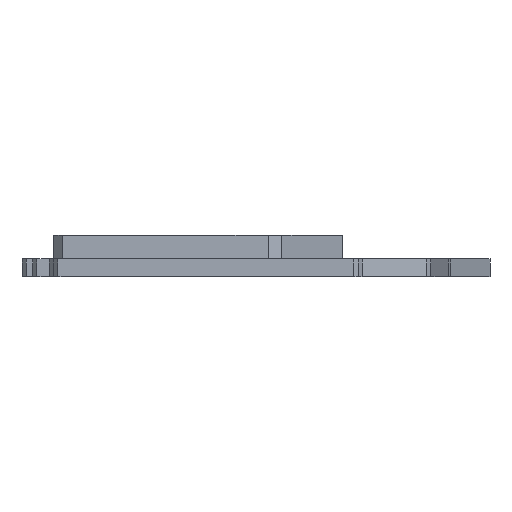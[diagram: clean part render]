
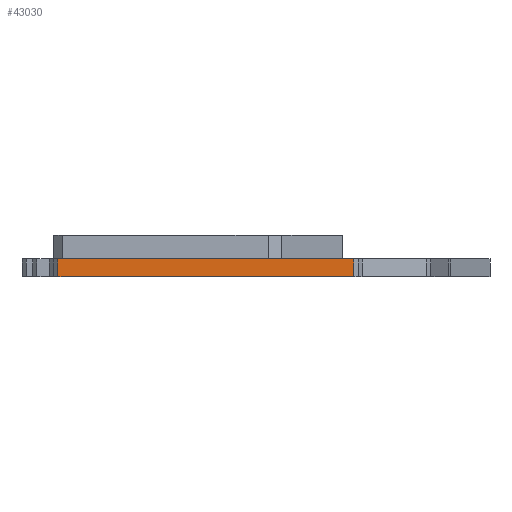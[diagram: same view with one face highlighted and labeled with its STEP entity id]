
A CAD part, left-side view. The second image highlights one B-rep face of the part: STEP entity #43030.
In plain terms, the highlighted planar face has unit normal (-1, 0, 0).
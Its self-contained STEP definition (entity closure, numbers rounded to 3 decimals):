
#216=FACE_OUTER_BOUND('',#2439,.T.);
#2439=EDGE_LOOP('',(#29197,#29198,#29199,#29200));
#4744=LINE('',#58270,#11108);
#5268=LINE('',#59318,#11632);
#5804=LINE('',#60387,#12168);
#5805=LINE('',#60389,#12169);
#11108=VECTOR('',#47470,10.);
#11632=VECTOR('',#47998,10.);
#12168=VECTOR('',#48546,10.);
#12169=VECTOR('',#48549,10.);
#17470=VERTEX_POINT('',#58267);
#17471=VERTEX_POINT('',#58269);
#17992=VERTEX_POINT('',#59315);
#17993=VERTEX_POINT('',#59317);
#21728=EDGE_CURVE('',#17471,#17470,#4744,.T.);
#22252=EDGE_CURVE('',#17992,#17993,#5268,.F.);
#22788=EDGE_CURVE('',#17471,#17992,#5804,.T.);
#22789=EDGE_CURVE('',#17993,#17470,#5805,.T.);
#29197=ORIENTED_EDGE('',*,*,#22788,.F.);
#29198=ORIENTED_EDGE('',*,*,#21728,.T.);
#29199=ORIENTED_EDGE('',*,*,#22789,.F.);
#29200=ORIENTED_EDGE('',*,*,#22252,.F.);
#40860=PLANE('',#45237);
#43030=ADVANCED_FACE('',(#216),#40860,.T.);
#45237=AXIS2_PLACEMENT_3D('',#60388,#48547,#48548);
#47470=DIRECTION('',(0.,1.,0.));
#47998=DIRECTION('',(0.,-1.,0.));
#48546=DIRECTION('',(0.,0.,-1.));
#48547=DIRECTION('center_axis',(-1.,0.,
0.));
#48548=DIRECTION('ref_axis',(0.,1.,0.));
#48549=DIRECTION('',(0.,0.,1.));
#58267=CARTESIAN_POINT('',(-318.412,86.87,1.6));
#58269=CARTESIAN_POINT('',(-318.412,19.92,1.6));
#58270=CARTESIAN_POINT('',(-318.412,12.46,1.6));
#59315=CARTESIAN_POINT('',(-318.412,19.92,-2.4));
#59317=CARTESIAN_POINT('',(-318.412,86.87,-2.4));
#59318=CARTESIAN_POINT('',(-318.412,33.862,-2.4));
#60387=CARTESIAN_POINT('',(-318.412,19.92,0.));
#60388=CARTESIAN_POINT('Origin',(-318.412,24.92,0.));
#60389=CARTESIAN_POINT('',(-318.412,86.87,0.));
